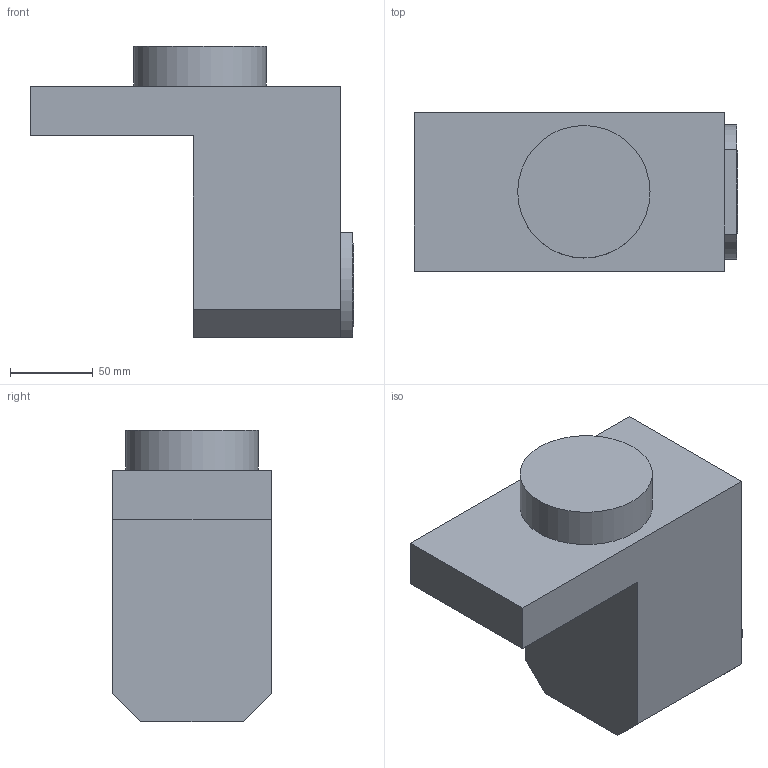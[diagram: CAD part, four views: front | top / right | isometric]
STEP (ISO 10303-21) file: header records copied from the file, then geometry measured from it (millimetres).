
FILE_DESCRIPTION(/* description */ (''),/* implementation_level */ '2;1');
FILE_NAME(/* name */ '1561645757972.stp',/* time_stamp */ '2019-06-27T16:29:24+02:00',/* author */ (''),/* organization */ ('SMS'),/* preprocessor_version */ 'ST-DEVELOPER v16.7',/* originating_system */ 'SIEMENS PLM Software NX 12.0',/* authorisation */ '');
FILE_SCHEMA (('AUTOMOTIVE_DESIGN { 1 0 10303 214 3 1 1 1 }'));
Length unit declared in the file: millimetre
Products named in the file (1): 201598249mod000_01
Bounding box: 195.5 x 96 x 176 mm (x, y, z)
Volume: 1684638.7 mm3; surface area: 107006.8 mm2
Topology: 1 solids, 1 shells, 30 faces, 69 edges, 50 vertices
Faces by surface type: plane 18, cylinder 6, cone 6
Full cylindrical faces by diameter (mm): 3 x1, 39.2 x1, 50 x1, 80 x1
Entity records: 946 total; most frequent: CARTESIAN_POINT 201, DIRECTION 154, ORIENTED_EDGE 124, EDGE_CURVE 62, AXIS2_PLACEMENT_3D 58, VERTEX_POINT 44, EDGE_LOOP 40, LINE 38
